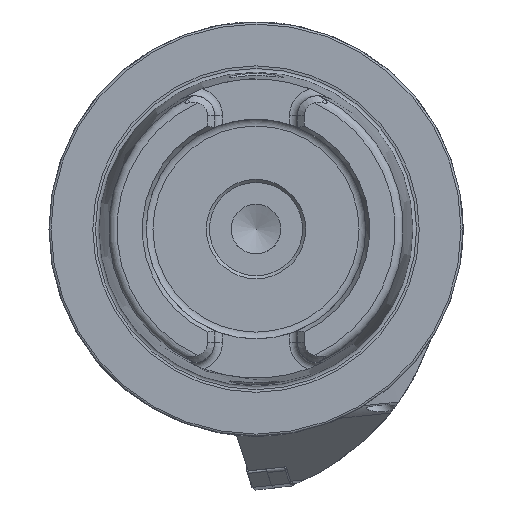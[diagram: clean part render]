
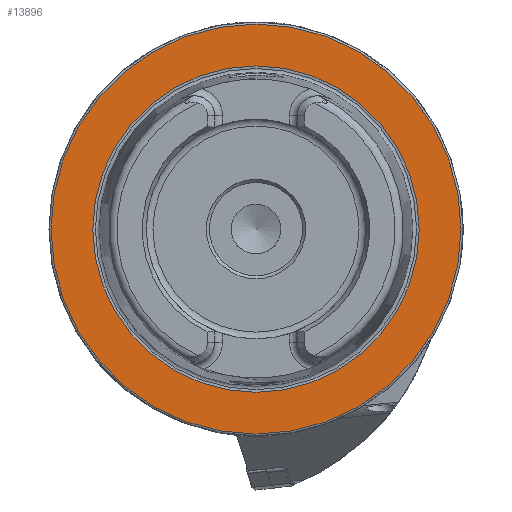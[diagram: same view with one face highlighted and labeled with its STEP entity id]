
A CAD part, left-side view. The second image highlights one B-rep face of the part: STEP entity #13896.
In plain terms, the highlighted planar face has unit normal (-1, 0, 0).
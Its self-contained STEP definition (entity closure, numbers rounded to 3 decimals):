
#714 = DIRECTION ( 'NONE',  ( 1., 0., 0. ) ) ;
#1091 = EDGE_CURVE ( 'NONE', #2828, #2828, #10717, .T. ) ;
#2040 = FACE_OUTER_BOUND ( 'NONE', #14833, .T. ) ;
#2389 = CARTESIAN_POINT ( 'NONE',  ( 0., 0., 0. ) ) ;
#2436 = DIRECTION ( 'NONE',  ( 0., 0., 1. ) ) ;
#2558 = CARTESIAN_POINT ( 'NONE',  ( 0., 0., 49.5 ) ) ;
#2828 = VERTEX_POINT ( 'NONE', #2558 ) ;
#3394 = ORIENTED_EDGE ( 'NONE', *, *, #1091, .T. ) ;
#3513 = DIRECTION ( 'NONE',  ( -1., 0., 0. ) ) ;
#4914 = ORIENTED_EDGE ( 'NONE', *, *, #5733, .F. ) ;
#5733 = EDGE_CURVE ( 'NONE', #9393, #9393, #7923, .T. ) ;
#7923 = CIRCLE ( 'NONE', #14313, 39.405 ) ;
#8211 = EDGE_LOOP ( 'NONE', ( #4914 ) ) ;
#8586 = AXIS2_PLACEMENT_3D ( 'NONE', #15478, #3513, #15328 ) ;
#9125 = DIRECTION ( 'NONE',  ( 0., 0., -1. ) ) ;
#9393 = VERTEX_POINT ( 'NONE', #13337 ) ;
#9645 = DIRECTION ( 'NONE',  ( -1., 0., 0. ) ) ;
#9971 = AXIS2_PLACEMENT_3D ( 'NONE', #14990, #714, #9125 ) ;
#10717 = CIRCLE ( 'NONE', #8586, 49.5 ) ;
#11210 = FACE_BOUND ( 'NONE', #8211, .T. ) ;
#13337 = CARTESIAN_POINT ( 'NONE',  ( 0., 0., 39.405 ) ) ;
#13896 = ADVANCED_FACE ( 'NONE', ( #11210, #2040 ), #15045, .F. ) ;
#14313 = AXIS2_PLACEMENT_3D ( 'NONE', #2389, #9645, #2436 ) ;
#14833 = EDGE_LOOP ( 'NONE', ( #3394 ) ) ;
#14990 = CARTESIAN_POINT ( 'NONE',  ( 0., 49.5, 0. ) ) ;
#15045 = PLANE ( 'NONE',  #9971 ) ;
#15328 = DIRECTION ( 'NONE',  ( 0., 0., 1. ) ) ;
#15478 = CARTESIAN_POINT ( 'NONE',  ( 0., 0., 0. ) ) ;
